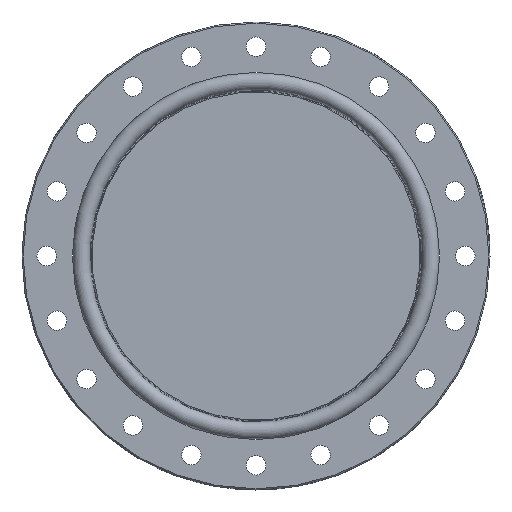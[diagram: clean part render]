
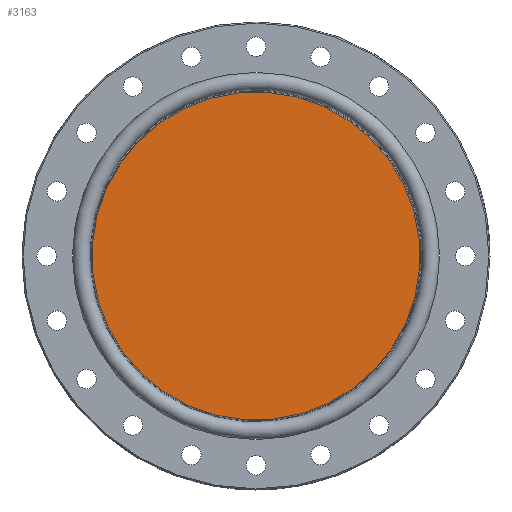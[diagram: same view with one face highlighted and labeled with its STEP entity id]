
A CAD part, front view. The second image highlights one B-rep face of the part: STEP entity #3163.
In plain terms, the highlighted face is planar.
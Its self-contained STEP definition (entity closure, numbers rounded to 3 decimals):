
#361=PLANE('',#3552);
#573=FACE_OUTER_BOUND('',#803,.T.);
#803=EDGE_LOOP('',(#2952));
#1277=CIRCLE('',#3553,70.98);
#1585=VERTEX_POINT('',#18287);
#2042=EDGE_CURVE('',#1585,#1585,#1277,.T.);
#2952=ORIENTED_EDGE('',*,*,#2042,.F.);
#3163=ADVANCED_FACE('',(#573),#361,.T.);
#3552=AXIS2_PLACEMENT_3D('',#18286,#4269,#4270);
#3553=AXIS2_PLACEMENT_3D('',#18288,#4271,#4272);
#4269=DIRECTION('center_axis',(0.,0.,1.));
#4270=DIRECTION('ref_axis',(1.,0.,0.));
#4271=DIRECTION('center_axis',(0.,0.,-1.));
#4272=DIRECTION('ref_axis',(1.,0.,0.));
#18286=CARTESIAN_POINT('Origin',(-70.98,0.,8.));
#18287=CARTESIAN_POINT('',(70.98,0.,8.));
#18288=CARTESIAN_POINT('Origin',(0.,0.,8.));
